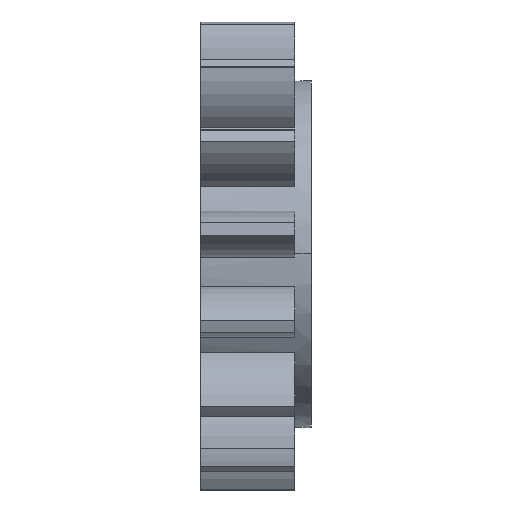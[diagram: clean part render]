
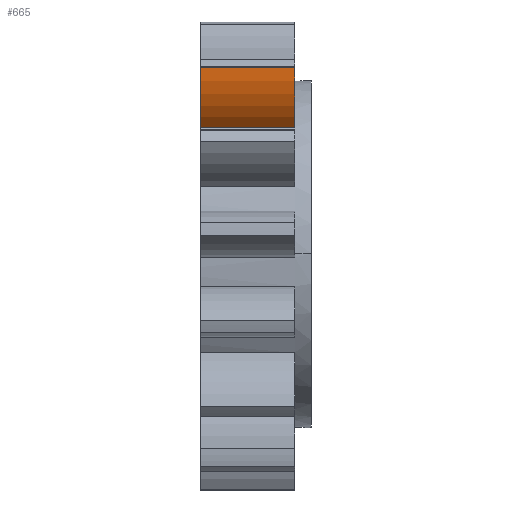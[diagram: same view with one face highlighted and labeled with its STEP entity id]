
A CAD part, top view. The second image highlights one B-rep face of the part: STEP entity #665.
In plain terms, the highlighted cylindrical face has radius 4.961 mm (diameter 9.922 mm), a partial arc.
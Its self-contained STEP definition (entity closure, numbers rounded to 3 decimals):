
#8 = CYLINDRICAL_SURFACE ( 'NONE', #350, 4.961 ) ;
#64 = CIRCLE ( 'NONE', #2230, 4.961 ) ;
#123 = DIRECTION ( 'NONE',  ( 0., 0., 1. ) ) ;
#160 = DIRECTION ( 'NONE',  ( -1., 0., 0. ) ) ;
#350 = AXIS2_PLACEMENT_3D ( 'NONE', #768, #160, #2306 ) ;
#434 = VERTEX_POINT ( 'NONE', #1996 ) ;
#482 = LINE ( 'NONE', #2386, #1904 ) ;
#498 = DIRECTION ( 'NONE',  ( -1., 0., 0. ) ) ;
#620 = ORIENTED_EDGE ( 'NONE', *, *, #1929, .F. ) ;
#665 = ADVANCED_FACE ( 'NONE', ( #2487 ), #8, .T. ) ;
#684 = ORIENTED_EDGE ( 'NONE', *, *, #1884, .F. ) ;
#766 = ORIENTED_EDGE ( 'NONE', *, *, #837, .T. ) ;
#768 = CARTESIAN_POINT ( 'NONE',  ( 10.061, 11.081, 3.609 ) ) ;
#828 = DIRECTION ( 'NONE',  ( -1., 0., 0. ) ) ;
#837 = EDGE_CURVE ( 'NONE', #1985, #2096, #1956, .T. ) ;
#873 = CARTESIAN_POINT ( 'NONE',  ( 13.301, 11.081, 3.609 ) ) ;
#1011 = CARTESIAN_POINT ( 'NONE',  ( 7.699, 11.081, 3.609 ) ) ;
#1181 = DIRECTION ( 'NONE',  ( 0., 0.743, -0.669 ) ) ;
#1316 = EDGE_CURVE ( 'NONE', #2096, #434, #1960, .T. ) ;
#1415 = CARTESIAN_POINT ( 'NONE',  ( 10.061, 11.081, 8.57 ) ) ;
#1445 = CARTESIAN_POINT ( 'NONE',  ( 13.301, 7.533, 7.076 ) ) ;
#1567 = DIRECTION ( 'NONE',  ( -1., 0., 0. ) ) ;
#1753 = ORIENTED_EDGE ( 'NONE', *, *, #1316, .T. ) ;
#1884 = EDGE_CURVE ( 'NONE', #2457, #434, #64, .T. ) ;
#1904 = VECTOR ( 'NONE', #2041, 1000. ) ;
#1929 = EDGE_CURVE ( 'NONE', #1985, #2457, #482, .T. ) ;
#1938 = CARTESIAN_POINT ( 'NONE',  ( 7.699, 7.533, 7.076 ) ) ;
#1956 = CIRCLE ( 'NONE', #2178, 4.961 ) ;
#1960 = LINE ( 'NONE', #1415, #2011 ) ;
#1985 = VERTEX_POINT ( 'NONE', #1445 ) ;
#1996 = CARTESIAN_POINT ( 'NONE',  ( 7.699, 11.081, 8.57 ) ) ;
#2011 = VECTOR ( 'NONE', #828, 1000. ) ;
#2032 = EDGE_LOOP ( 'NONE', ( #766, #1753, #684, #620 ) ) ;
#2041 = DIRECTION ( 'NONE',  ( -1., 0., 0. ) ) ;
#2096 = VERTEX_POINT ( 'NONE', #2233 ) ;
#2178 = AXIS2_PLACEMENT_3D ( 'NONE', #873, #498, #123 ) ;
#2230 = AXIS2_PLACEMENT_3D ( 'NONE', #1011, #1567, #1181 ) ;
#2233 = CARTESIAN_POINT ( 'NONE',  ( 13.301, 11.081, 8.57 ) ) ;
#2306 = DIRECTION ( 'NONE',  ( 0., 0., 1. ) ) ;
#2386 = CARTESIAN_POINT ( 'NONE',  ( 10.061, 7.533, 7.076 ) ) ;
#2457 = VERTEX_POINT ( 'NONE', #1938 ) ;
#2487 = FACE_OUTER_BOUND ( 'NONE', #2032, .T. ) ;
